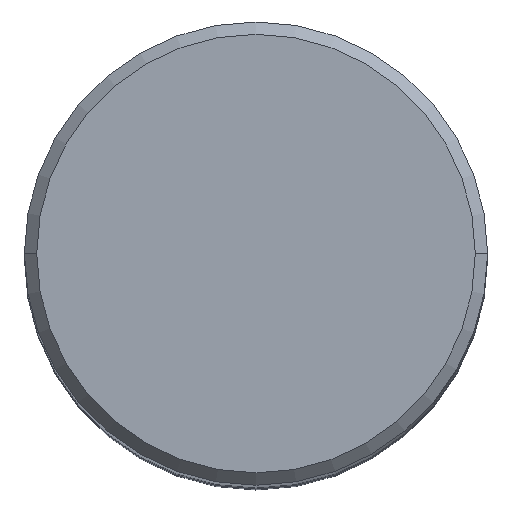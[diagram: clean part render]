
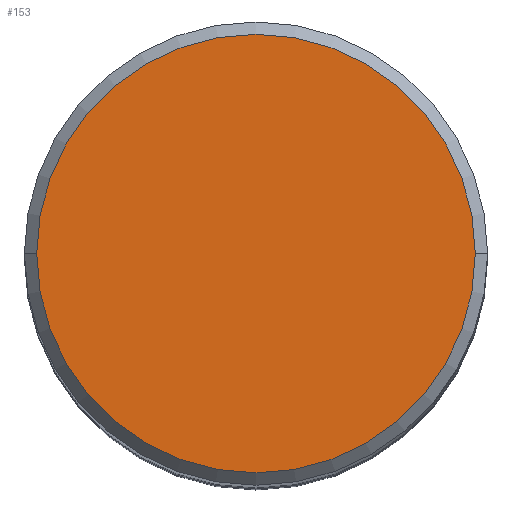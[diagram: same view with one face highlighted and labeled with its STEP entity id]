
A CAD part, top view. The second image highlights one B-rep face of the part: STEP entity #153.
In plain terms, the highlighted planar face has unit normal (0, 0, 1).
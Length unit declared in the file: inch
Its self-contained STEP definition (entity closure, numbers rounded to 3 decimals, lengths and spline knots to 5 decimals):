
#14 = CIRCLE ( 'NONE', #44, 0.355 ) ;
#22 = CARTESIAN_POINT ( 'NONE',  ( -0.355, 0., 0. ) ) ;
#44 = AXIS2_PLACEMENT_3D ( 'NONE', #447, #321, #106 ) ;
#45 = FACE_OUTER_BOUND ( 'NONE', #381, .T. ) ;
#106 = DIRECTION ( 'NONE',  ( 1., 0., 0. ) ) ;
#153 = ADVANCED_FACE ( 'NONE', ( #45 ), #227, .F. ) ;
#158 = CARTESIAN_POINT ( 'NONE',  ( 0.355, 0., 0. ) ) ;
#159 = EDGE_CURVE ( 'NONE', #461, #336, #14, .T. ) ;
#191 = AXIS2_PLACEMENT_3D ( 'NONE', #359, #353, #496 ) ;
#227 = PLANE ( 'NONE',  #191 ) ;
#248 = DIRECTION ( 'NONE',  ( 1., 0., 0. ) ) ;
#288 = AXIS2_PLACEMENT_3D ( 'NONE', #334, #456, #248 ) ;
#321 = DIRECTION ( 'NONE',  ( 0., 0., 1. ) ) ;
#334 = CARTESIAN_POINT ( 'NONE',  ( 0., 0., 0. ) ) ;
#336 = VERTEX_POINT ( 'NONE', #22 ) ;
#353 = DIRECTION ( 'NONE',  ( 0., 0., -1. ) ) ;
#359 = CARTESIAN_POINT ( 'NONE',  ( 0., 0.355, 0. ) ) ;
#381 = EDGE_LOOP ( 'NONE', ( #389, #560 ) ) ;
#389 = ORIENTED_EDGE ( 'NONE', *, *, #552, .T. ) ;
#447 = CARTESIAN_POINT ( 'NONE',  ( 0., 0., 0. ) ) ;
#456 = DIRECTION ( 'NONE',  ( 0., 0., 1. ) ) ;
#461 = VERTEX_POINT ( 'NONE', #158 ) ;
#496 = DIRECTION ( 'NONE',  ( -1., 0., 0. ) ) ;
#529 = CIRCLE ( 'NONE', #288, 0.355 ) ;
#552 = EDGE_CURVE ( 'NONE', #336, #461, #529, .T. ) ;
#560 = ORIENTED_EDGE ( 'NONE', *, *, #159, .T. ) ;
